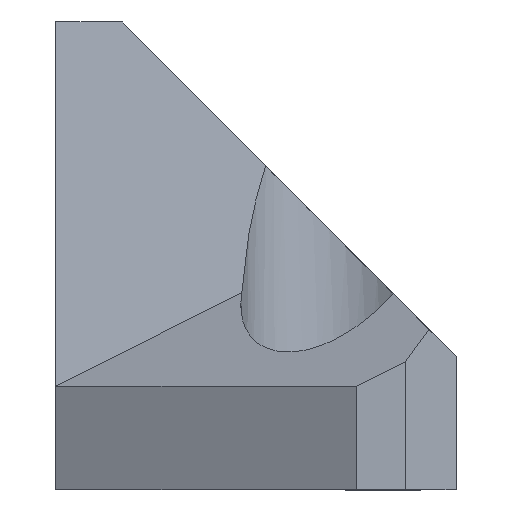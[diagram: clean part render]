
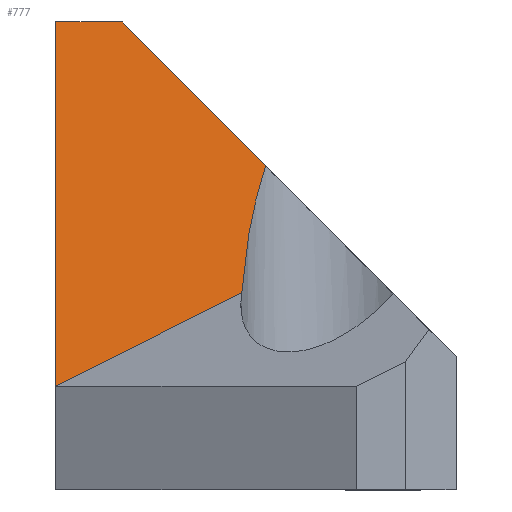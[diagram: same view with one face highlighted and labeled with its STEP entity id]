
A CAD part, left-side view. The second image highlights one B-rep face of the part: STEP entity #777.
In plain terms, the highlighted planar face has unit normal (-0.897, 0.198, 0.394).
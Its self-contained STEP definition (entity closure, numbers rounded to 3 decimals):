
#63=FACE_OUTER_BOUND('',#105,.T.);
#105=EDGE_LOOP('',(#624,#625,#626,#627,#628));
#142=LINE('',#1079,#225);
#193=LINE('',#1297,#276);
#194=LINE('',#1300,#277);
#195=LINE('',#1302,#278);
#225=VECTOR('',#876,10.);
#276=VECTOR('',#985,10.);
#277=VECTOR('',#988,10.);
#278=VECTOR('',#989,10.);
#311=ELLIPSE('',#842,7.107,2.8);
#317=VERTEX_POINT('',#1076);
#318=VERTEX_POINT('',#1078);
#367=VERTEX_POINT('',#1295);
#368=VERTEX_POINT('',#1299);
#369=VERTEX_POINT('',#1301);
#391=EDGE_CURVE('',#318,#317,#142,.T.);
#462=EDGE_CURVE('',#317,#367,#193,.T.);
#463=EDGE_CURVE('',#367,#368,#194,.T.);
#464=EDGE_CURVE('',#368,#369,#195,.T.);
#465=EDGE_CURVE('',#369,#318,#311,.T.);
#624=ORIENTED_EDGE('',*,*,#462,.T.);
#625=ORIENTED_EDGE('',*,*,#463,.T.);
#626=ORIENTED_EDGE('',*,*,#464,.T.);
#627=ORIENTED_EDGE('',*,*,#465,.T.);
#628=ORIENTED_EDGE('',*,*,#391,.T.);
#740=PLANE('',#841);
#777=ADVANCED_FACE('',(#63),#740,.T.);
#841=AXIS2_PLACEMENT_3D('',#1298,#986,#987);
#842=AXIS2_PLACEMENT_3D('',#1303,#990,#991);
#876=DIRECTION('',(0.423,0.64,0.641));
#985=DIRECTION('',(0.216,0.976,0.));
#986=DIRECTION('center_axis',(-0.897,0.198,0.394));
#987=DIRECTION('ref_axis',(0.402,0.,0.916));
#988=DIRECTION('',(-0.402,0.,-0.916));
#989=DIRECTION('',(0.,-0.893,0.45));
#990=DIRECTION('center_axis',(0.897,-0.198,-0.394));
#991=DIRECTION('ref_axis',(0.385,-0.085,0.919));
#1076=CARTESIAN_POINT('',(-21.874,5.367,-43.759));
#1078=CARTESIAN_POINT('',(-24.678,1.127,-48.01));
#1079=CARTESIAN_POINT('',(-26.396,-1.473,-50.616));
#1295=CARTESIAN_POINT('',(-21.44,7.331,-43.759));
#1297=CARTESIAN_POINT('',(-21.817,5.625,-43.759));
#1298=CARTESIAN_POINT('Origin',(-24.584,6.613,-50.559));
#1299=CARTESIAN_POINT('',(-26.167,7.331,-54.528));
#1300=CARTESIAN_POINT('',(-24.857,7.331,-51.543));
#1301=CARTESIAN_POINT('',(-26.167,1.834,-51.759));
#1302=CARTESIAN_POINT('',(-26.167,5.163,-53.436));
#1303=CARTESIAN_POINT('Origin',(-26.57,-0.937,-51.281));
